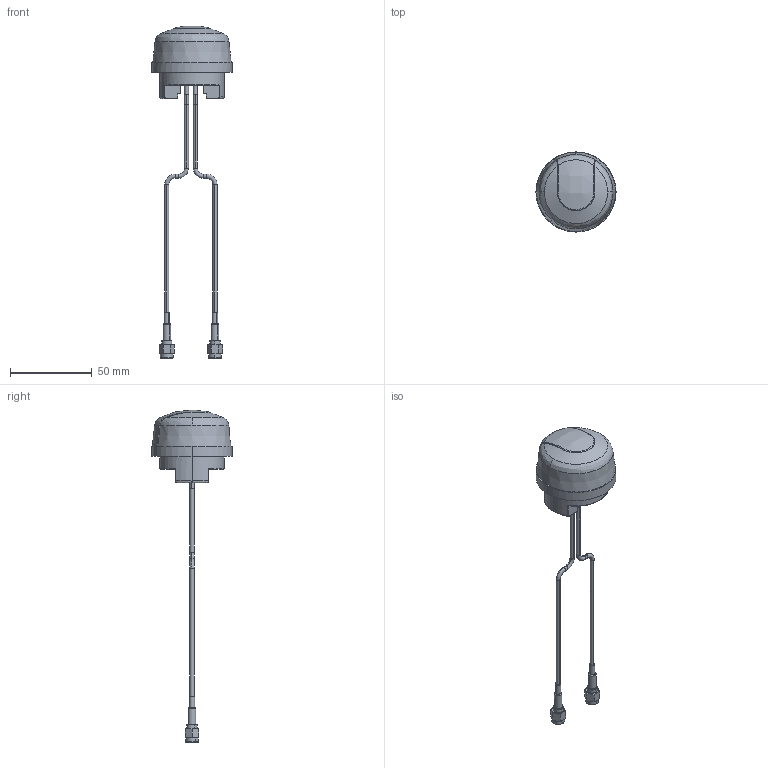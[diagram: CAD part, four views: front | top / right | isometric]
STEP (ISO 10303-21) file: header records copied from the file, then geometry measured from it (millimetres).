
FILE_DESCRIPTION (( 'STEP AP214' ), '1' );
FILE_NAME ('MA104.C.AB.015_Web.STEP', '2022-03-24T16:24:15', ( '' ), ( '' ), 'SwSTEP 2.0', 'SolidWorks 2018', '' );
FILE_SCHEMA (( 'AUTOMOTIVE_DESIGN' ));
Length unit declared in the file: millimetre
Products named in the file (1): MA104.C.AB.015_Web
Bounding box: 48.8 x 48.8 x 202.47 mm (x, y, z)
Surface area: 13357 mm2 (no closed solid volume)
Topology: 0 solids, 14 shells, 231 faces, 569 edges, 341 vertices
Faces by surface type: cone 76, cylinder 65, plane 49, bspline 33, torus 8
Entity records: 12438 total; most frequent: CARTESIAN_POINT 5153, ORIENTED_EDGE 1018, DIRECTION 870, EDGE_CURVE 566, AXIS2_PLACEMENT_3D 382, VERTEX_POINT 341, EDGE_LOOP 243, B_SPLINE_CURVE_WITH_KNOTS 237
